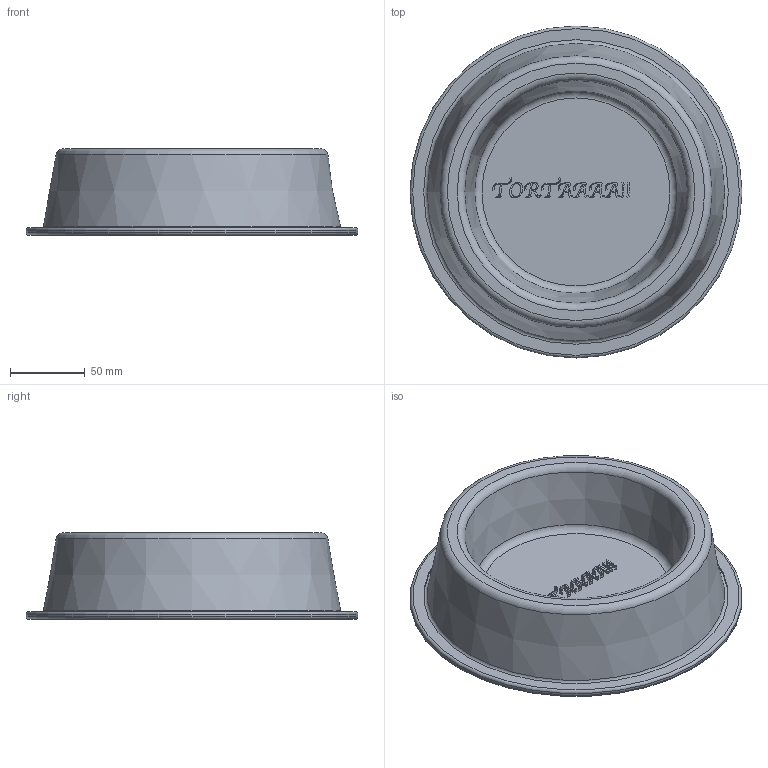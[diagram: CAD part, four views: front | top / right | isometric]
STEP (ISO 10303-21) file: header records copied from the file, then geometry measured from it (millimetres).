
FILE_DESCRIPTION(/* description */ (''),/* implementation_level */ '2;1');
FILE_NAME(/* name */ 'Day 11 - DogBowl v3.step',/* time_stamp */ '2025-10-16T20:59:10-04:00',/* author */ (''),/* organization */ (''),/* preprocessor_version */ 'ST-DEVELOPER v20.1',/* originating_system */ 'Autodesk Translation Framework v14.10.0.0',/* authorisation */ '');
FILE_SCHEMA (('AUTOMOTIVE_DESIGN { 1 0 10303 214 3 1 1 }'));
Length unit declared in the file: millimetre
Products named in the file (1): Day 11 - DogBowl
Bounding box: 222.6 x 222.6 x 57.96 mm (x, y, z)
Volume: 214598.3 mm3; surface area: 191730 mm2
Topology: 2 solids, 2 shells, 184 faces, 454 edges, 298 vertices
Faces by surface type: plane 92, bspline 69, torus 14, cylinder 5, cone 4
Full cylindrical faces by diameter (mm): 204.195 x2, 220 x1, 220.6 x1, 222.6 x1
Entity records: 6516 total; most frequent: CARTESIAN_POINT 2534, ORIENTED_EDGE 908, DIRECTION 594, EDGE_CURVE 454, VERTEX_POINT 298, LINE 270, VECTOR 270, EDGE_LOOP 210
